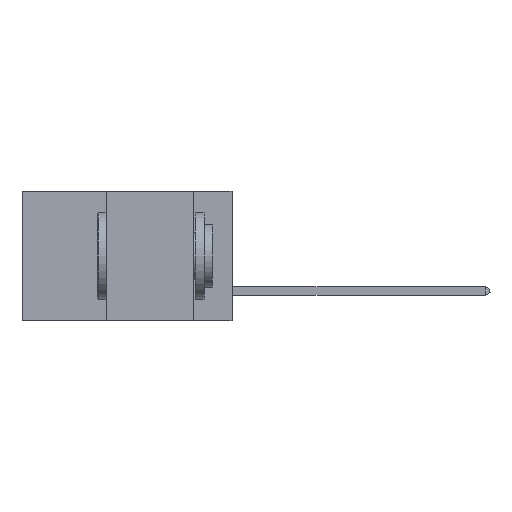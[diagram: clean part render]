
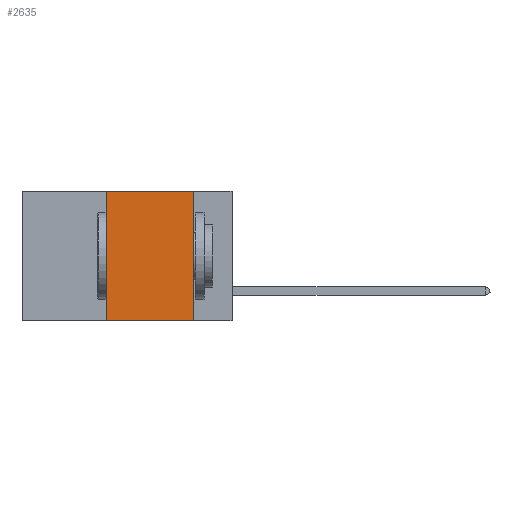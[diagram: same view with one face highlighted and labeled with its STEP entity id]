
A CAD part, left-side view. The second image highlights one B-rep face of the part: STEP entity #2635.
In plain terms, the highlighted planar face has unit normal (-1, 0, 0).
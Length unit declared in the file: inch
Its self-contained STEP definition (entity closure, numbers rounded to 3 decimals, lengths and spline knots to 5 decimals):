
#466 = VECTOR ( 'NONE', #19752, 39.37008 ) ;
#1028 = ORIENTED_EDGE ( 'NONE', *, *, #8648, .F. ) ;
#1587 = VECTOR ( 'NONE', #6843, 39.37008 ) ;
#1684 = LINE ( 'NONE', #15584, #466 ) ;
#2080 = ORIENTED_EDGE ( 'NONE', *, *, #3098, .T. ) ;
#2569 = VERTEX_POINT ( 'NONE', #7265 ) ;
#2635 = ADVANCED_FACE ( 'NONE', ( #11362 ), #14645, .F. ) ;
#3098 = EDGE_CURVE ( 'NONE', #22879, #19876, #4700, .T. ) ;
#3187 = ORIENTED_EDGE ( 'NONE', *, *, #19561, .F. ) ;
#3384 = DIRECTION ( 'NONE',  ( 0., 0., 1. ) ) ;
#4559 = CARTESIAN_POINT ( 'NONE',  ( 0., 0.6, -0.37 ) ) ;
#4700 = LINE ( 'NONE', #4559, #1587 ) ;
#5466 = DIRECTION ( 'NONE',  ( 1., 0., 0. ) ) ;
#5601 = EDGE_CURVE ( 'NONE', #22879, #2569, #16645, .T. ) ;
#6843 = DIRECTION ( 'NONE',  ( 0., -1., 0. ) ) ;
#7265 = CARTESIAN_POINT ( 'NONE',  ( 0., 0.36, 0. ) ) ;
#8648 = EDGE_CURVE ( 'NONE', #14502, #19876, #1684, .T. ) ;
#10375 = CARTESIAN_POINT ( 'NONE',  ( 0., 0.11, -0.37 ) ) ;
#10394 = EDGE_LOOP ( 'NONE', ( #1028, #3187, #13372, #2080 ) ) ;
#10393 = CARTESIAN_POINT ( 'NONE',  ( 0., 0.11, 0. ) ) ;
#10447 = VECTOR ( 'NONE', #16559, 39.37008 ) ;
#10888 = CARTESIAN_POINT ( 'NONE',  ( 0., 0.6, 0. ) ) ;
#11362 = FACE_OUTER_BOUND ( 'NONE', #10394, .T. ) ;
#12571 = CARTESIAN_POINT ( 'NONE',  ( 0., 0.36, 0. ) ) ;
#12673 = DIRECTION ( 'NONE',  ( 0., 0., -1. ) ) ;
#13144 = AXIS2_PLACEMENT_3D ( 'NONE', #18107, #5466, #12673 ) ;
#13372 = ORIENTED_EDGE ( 'NONE', *, *, #5601, .F. ) ;
#14502 = VERTEX_POINT ( 'NONE', #10393 ) ;
#14645 = PLANE ( 'NONE',  #13144 ) ;
#15274 = CARTESIAN_POINT ( 'NONE',  ( 0., 0.36, -0.37 ) ) ;
#15584 = CARTESIAN_POINT ( 'NONE',  ( 0., 0.11, 0. ) ) ;
#16152 = LINE ( 'NONE', #10888, #10447 ) ;
#16559 = DIRECTION ( 'NONE',  ( 0., -1., 0. ) ) ;
#16645 = LINE ( 'NONE', #12571, #20933 ) ;
#18107 = CARTESIAN_POINT ( 'NONE',  ( 0., 0.6, 0. ) ) ;
#19561 = EDGE_CURVE ( 'NONE', #2569, #14502, #16152, .T. ) ;
#19752 = DIRECTION ( 'NONE',  ( 0., 0., -1. ) ) ;
#19876 = VERTEX_POINT ( 'NONE', #10375 ) ;
#20933 = VECTOR ( 'NONE', #3384, 39.37008 ) ;
#22879 = VERTEX_POINT ( 'NONE', #15274 ) ;
